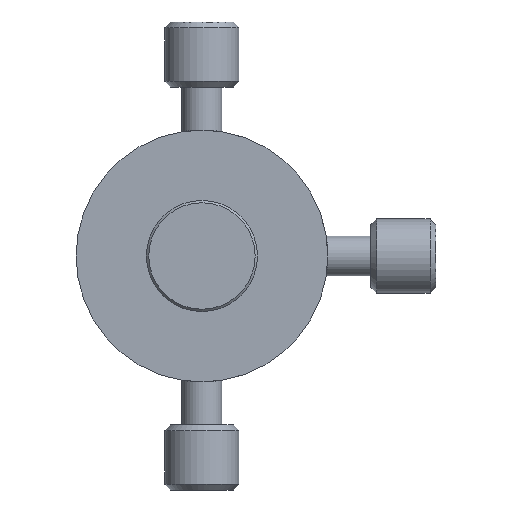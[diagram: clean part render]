
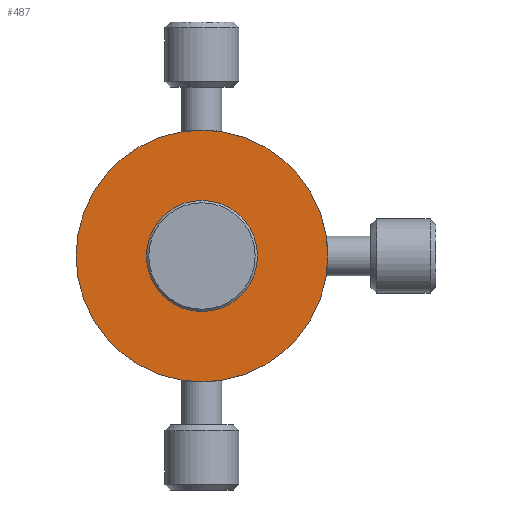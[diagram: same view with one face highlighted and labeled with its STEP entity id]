
A CAD part, left-side view. The second image highlights one B-rep face of the part: STEP entity #487.
In plain terms, the highlighted planar face has unit normal (-1, 0, 0).
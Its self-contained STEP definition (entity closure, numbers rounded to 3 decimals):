
#174=CARTESIAN_POINT('',(0.,-4.763,0.0));
#175=VERTEX_POINT('',#174);
#176=CARTESIAN_POINT('',(0.,0.,0.0));
#177=DIRECTION('',(1.0,0.0,0.0));
#178=DIRECTION('',(0.0,-1.0,0.0));
#179=AXIS2_PLACEMENT_3D('',#176,#177,#178);
#180=CIRCLE('',#179,4.763);
#181=EDGE_CURVE('',#175,#175,#180,.T.);
#314=CARTESIAN_POINT('',(0.0,10.795,0.0));
#315=VERTEX_POINT('',#314);
#316=CARTESIAN_POINT('',(0.,0.,0.0));
#317=DIRECTION('',(1.0,0.0,0.0));
#318=DIRECTION('',(0.0,1.0,0.0));
#319=AXIS2_PLACEMENT_3D('',#316,#317,#318);
#320=CIRCLE('',#319,10.795);
#321=EDGE_CURVE('',#315,#315,#320,.T.);
#476=CARTESIAN_POINT('',(0.0,5.398,0.0));
#477=DIRECTION('',(-1.0,0.0,0.0));
#478=DIRECTION('',(0.0,0.0,1.0));
#479=AXIS2_PLACEMENT_3D('',#476,#477,#478);
#480=PLANE('',#479);
#481=ORIENTED_EDGE('',*,*,#321,.F.);
#482=EDGE_LOOP('',(#481));
#483=FACE_OUTER_BOUND('',#482,.T.);
#484=ORIENTED_EDGE('',*,*,#181,.T.);
#485=EDGE_LOOP('',(#484));
#486=FACE_BOUND('',#485,.T.);
#487=ADVANCED_FACE('',(#483,#486),#480,.T.);
